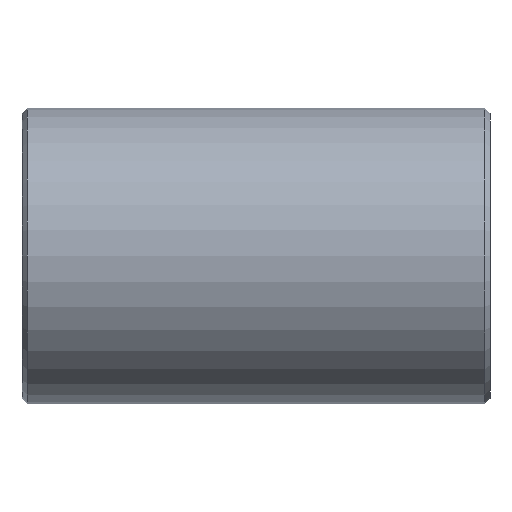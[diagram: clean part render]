
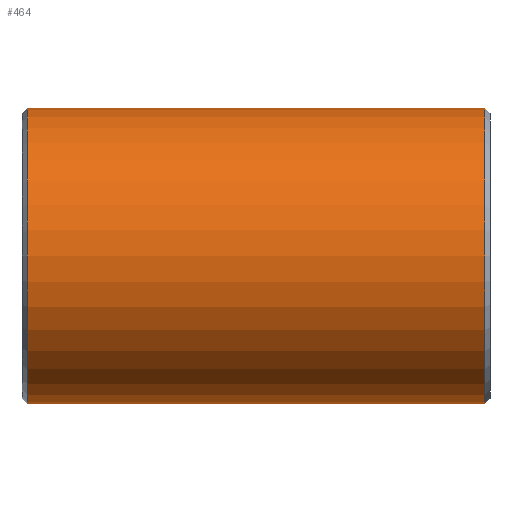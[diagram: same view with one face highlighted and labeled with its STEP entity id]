
A CAD part, front view. The second image highlights one B-rep face of the part: STEP entity #464.
In plain terms, the highlighted cylindrical face has radius 136.525 mm (diameter 273.05 mm), a partial arc.
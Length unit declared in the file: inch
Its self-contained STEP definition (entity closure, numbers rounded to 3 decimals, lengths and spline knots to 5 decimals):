
#26 = CARTESIAN_POINT ( 'NONE',  ( -8.302, 0., 0. ) ) ;
#32 = CIRCLE ( 'NONE', #508, 5.375 ) ;
#59 = ORIENTED_EDGE ( 'NONE', *, *, #512, .T. ) ;
#84 = DIRECTION ( 'NONE',  ( 0., 0., 1. ) ) ;
#123 = LINE ( 'NONE', #242, #254 ) ;
#127 = CARTESIAN_POINT ( 'NONE',  ( -8.302, 0., 5.375 ) ) ;
#218 = ORIENTED_EDGE ( 'NONE', *, *, #423, .T. ) ;
#242 = CARTESIAN_POINT ( 'NONE',  ( 8.5, 0., 5.375 ) ) ;
#248 = ORIENTED_EDGE ( 'NONE', *, *, #697, .T. ) ;
#254 = VECTOR ( 'NONE', #329, 39.37008 ) ;
#263 = DIRECTION ( 'NONE',  ( 0., 0., 1. ) ) ;
#264 = EDGE_CURVE ( 'NONE', #578, #639, #743, .T. ) ;
#283 = DIRECTION ( 'NONE',  ( 1., 0., 0. ) ) ;
#307 = FACE_OUTER_BOUND ( 'NONE', #795, .T. ) ;
#325 = CARTESIAN_POINT ( 'NONE',  ( 8.5, 0., 0. ) ) ;
#329 = DIRECTION ( 'NONE',  ( -1., 0., 0. ) ) ;
#374 = ORIENTED_EDGE ( 'NONE', *, *, #264, .F. ) ;
#375 = CARTESIAN_POINT ( 'NONE',  ( 8.302, 0., 5.375 ) ) ;
#415 = CIRCLE ( 'NONE', #752, 5.375 ) ;
#423 = EDGE_CURVE ( 'NONE', #699, #639, #415, .T. ) ;
#441 = DIRECTION ( 'NONE',  ( -1., 0., 0. ) ) ;
#444 = AXIS2_PLACEMENT_3D ( 'NONE', #325, #761, #263 ) ;
#455 = CARTESIAN_POINT ( 'NONE',  ( 8.302, 0., 0. ) ) ;
#464 = ADVANCED_FACE ( 'NONE', ( #307 ), #648, .T. ) ;
#504 = CARTESIAN_POINT ( 'NONE',  ( 8.302, 0., -5.375 ) ) ;
#508 = AXIS2_PLACEMENT_3D ( 'NONE', #455, #441, #575 ) ;
#512 = EDGE_CURVE ( 'NONE', #718, #699, #123, .T. ) ;
#552 = DIRECTION ( 'NONE',  ( -1., 0., 0. ) ) ;
#575 = DIRECTION ( 'NONE',  ( 0., 0., -1. ) ) ;
#578 = VERTEX_POINT ( 'NONE', #504 ) ;
#615 = CARTESIAN_POINT ( 'NONE',  ( 8.5, 0., -5.375 ) ) ;
#639 = VERTEX_POINT ( 'NONE', #710 ) ;
#648 = CYLINDRICAL_SURFACE ( 'NONE', #444, 5.375 ) ;
#697 = EDGE_CURVE ( 'NONE', #578, #718, #32, .T. ) ;
#699 = VERTEX_POINT ( 'NONE', #127 ) ;
#710 = CARTESIAN_POINT ( 'NONE',  ( -8.302, 0., -5.375 ) ) ;
#717 = VECTOR ( 'NONE', #552, 39.37008 ) ;
#718 = VERTEX_POINT ( 'NONE', #375 ) ;
#743 = LINE ( 'NONE', #615, #717 ) ;
#752 = AXIS2_PLACEMENT_3D ( 'NONE', #26, #283, #84 ) ;
#761 = DIRECTION ( 'NONE',  ( -1., 0., 0. ) ) ;
#795 = EDGE_LOOP ( 'NONE', ( #374, #248, #59, #218 ) ) ;
